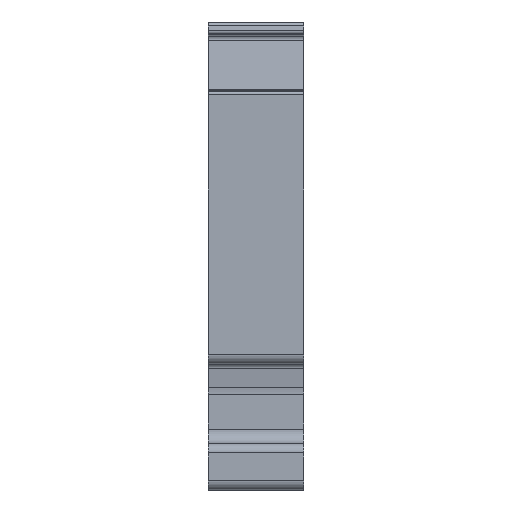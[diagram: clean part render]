
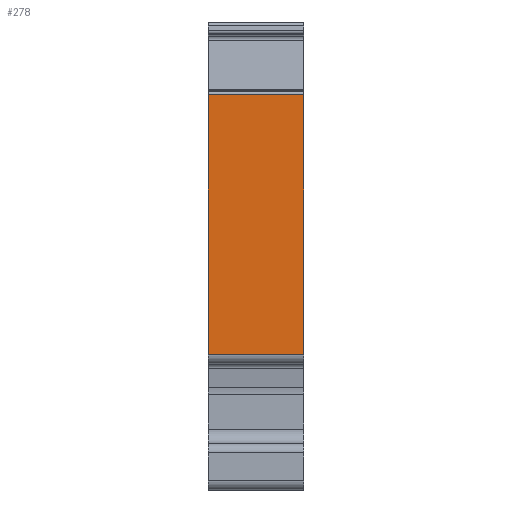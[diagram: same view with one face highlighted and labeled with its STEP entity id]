
A CAD part, left-side view. The second image highlights one B-rep face of the part: STEP entity #278.
In plain terms, the highlighted planar face has unit normal (-1, 0, 0).
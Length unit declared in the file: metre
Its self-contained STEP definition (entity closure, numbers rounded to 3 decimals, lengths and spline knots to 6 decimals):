
#278 = ADVANCED_FACE( '', ( #740 ), #741, .F. );
#740 = FACE_OUTER_BOUND( '', #1388, .T. );
#741 = PLANE( '', #1389 );
#1388 = EDGE_LOOP( '', ( #2156, #2157, #2158, #2159 ) );
#1389 = AXIS2_PLACEMENT_3D( '', #2160, #2161, #2162 );
#2156 = ORIENTED_EDGE( '', *, *, #4114, .F. );
#2157 = ORIENTED_EDGE( '', *, *, #4115, .T. );
#2158 = ORIENTED_EDGE( '', *, *, #4116, .T. );
#2159 = ORIENTED_EDGE( '', *, *, #4117, .T. );
#2160 = CARTESIAN_POINT( '', ( -0.0339, -0.005075, -0.0065 ) );
#2161 = DIRECTION( '', ( 1., 0., 0. ) );
#2162 = DIRECTION( '', ( 0., 1., 0. ) );
#4114 = EDGE_CURVE( '', #5017, #5018, #5019, .F. );
#4115 = EDGE_CURVE( '', #5017, #5020, #5021, .T. );
#4116 = EDGE_CURVE( '', #5020, #5022, #5023, .F. );
#4117 = EDGE_CURVE( '', #5022, #5018, #5024, .T. );
#5017 = VERTEX_POINT( '', #6299 );
#5018 = VERTEX_POINT( '', #6300 );
#5019 = LINE( '', #6301, #6302 );
#5020 = VERTEX_POINT( '', #6303 );
#5021 = LINE( '', #6304, #6305 );
#5022 = VERTEX_POINT( '', #6306 );
#5023 = LINE( '', #6307, #6308 );
#5024 = LINE( '', #6309, #6310 );
#6299 = CARTESIAN_POINT( '', ( -0.0339, 0.005075, -0.01045 ) );
#6300 = CARTESIAN_POINT( '', ( -0.0339, 0.005075, 0.0171 ) );
#6301 = CARTESIAN_POINT( '', ( -0.0339, 0.005075, -0.0248 ) );
#6302 = VECTOR( '', #7814, 1. );
#6303 = CARTESIAN_POINT( '', ( -0.0339, -0.005075, -0.01045 ) );
#6304 = CARTESIAN_POINT( '', ( -0.0339, -0.005075, -0.01045 ) );
#6305 = VECTOR( '', #7815, 1. );
#6306 = CARTESIAN_POINT( '', ( -0.0339, -0.005075, 0.0171 ) );
#6307 = CARTESIAN_POINT( '', ( -0.0339, -0.005075, -0.0065 ) );
#6308 = VECTOR( '', #7816, 1. );
#6309 = CARTESIAN_POINT( '', ( -0.0339, -0.005075, 0.0171 ) );
#6310 = VECTOR( '', #7817, 1. );
#7814 = DIRECTION( '', ( 0., 0., -1. ) );
#7815 = DIRECTION( '', ( 0., -1., 0. ) );
#7816 = DIRECTION( '', ( 0., 0., -1. ) );
#7817 = DIRECTION( '', ( 0., 1., 0. ) );
